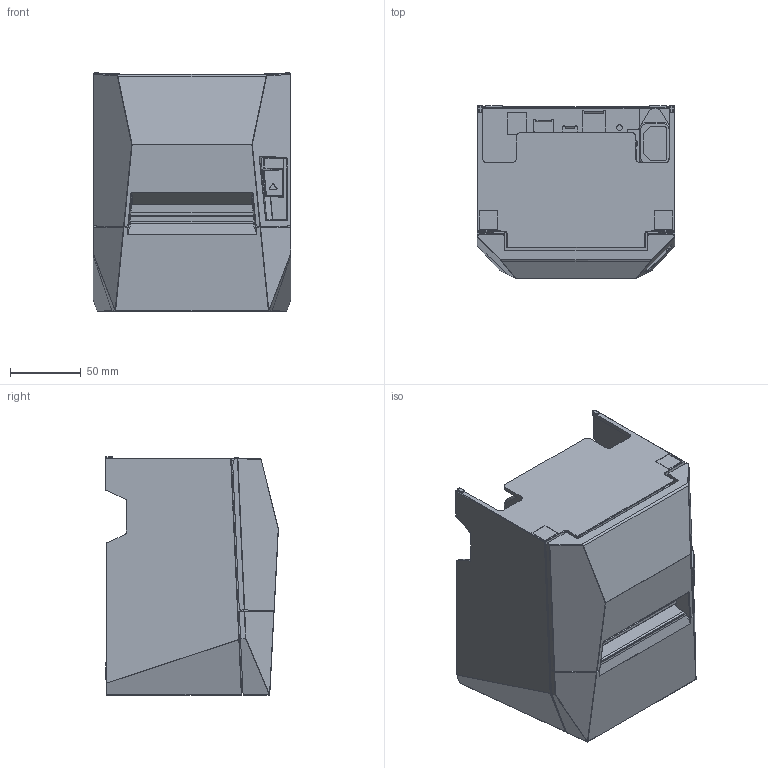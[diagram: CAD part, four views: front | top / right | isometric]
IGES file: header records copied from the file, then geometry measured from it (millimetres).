
Start section: Elysium IGES Interface
Global section: file name:TSP100IV_SK.igs; native system: Creo Elements/Direct Modeling 20.6  25-Mar-2023; preprocessor: Creo Element/Direct IGES_3D V2.2; author: Unknown; organization: Unknown; date: 20241113.182214; units: millimetre
Bounding box: 140 x 122.48 x 169 mm (x, y, z)
Volume: 2093256.7 mm3; surface area: 168697.8 mm2
Topology: 1 solids, 1 shells, 1213 faces, 3274 edges, 2089 vertices
Faces by surface type: bspline 1213
